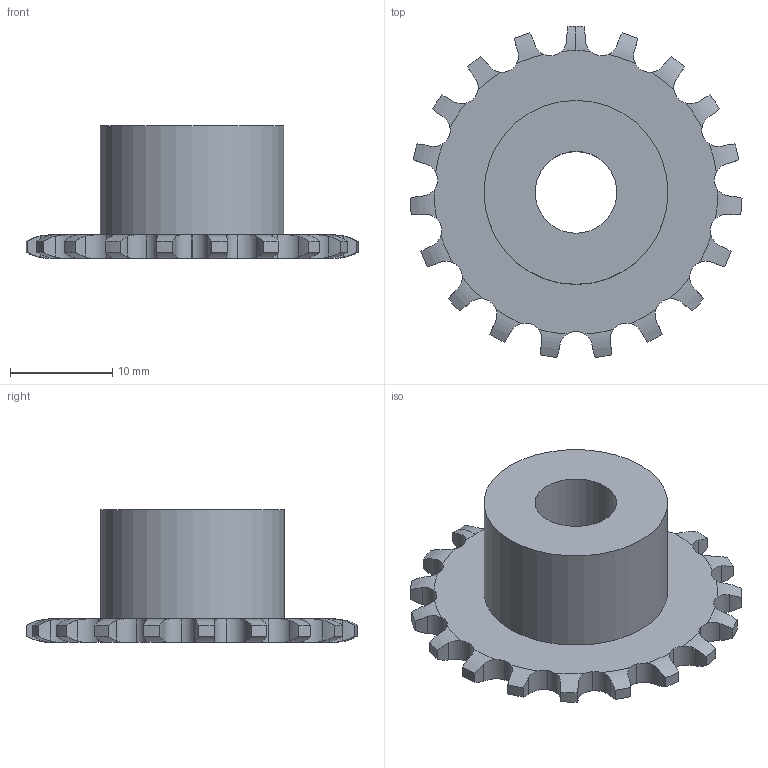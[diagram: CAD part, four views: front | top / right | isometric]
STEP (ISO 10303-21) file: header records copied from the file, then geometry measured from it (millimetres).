
FILE_DESCRIPTION(('FreeCAD Model'),'2;1');
FILE_NAME('Open CASCADE Shape Model','2021-02-24T19:00:51',('Author'),( ''),'Open CASCADE STEP processor 7.4','FreeCAD','Unknown');
FILE_SCHEMA(('AUTOMOTIVE_DESIGN { 1 0 10303 214 1 1 1 1 }'));
Length unit declared in the file: millimetre
Products named in the file (1): Hole
Bounding box: 32.48 x 32.39 x 13 mm (x, y, z)
Volume: 3614.2 mm3; surface area: 2511.5 mm2
Topology: 1 solids, 1 shells, 178 faces, 525 edges, 350 vertices
Faces by surface type: cylinder 97, plane 41, revolution 40
Full cylindrical faces by diameter (mm): 8 x1, 18 x1
Entity records: 18140 total; most frequent: CARTESIAN_POINT 8470, DIRECTION 1581, ORIENTED_EDGE 1050, PCURVE 1050, DEFINITIONAL_REPRESENTATION 1050, LINE 799, VECTOR 799, EDGE_CURVE 525
